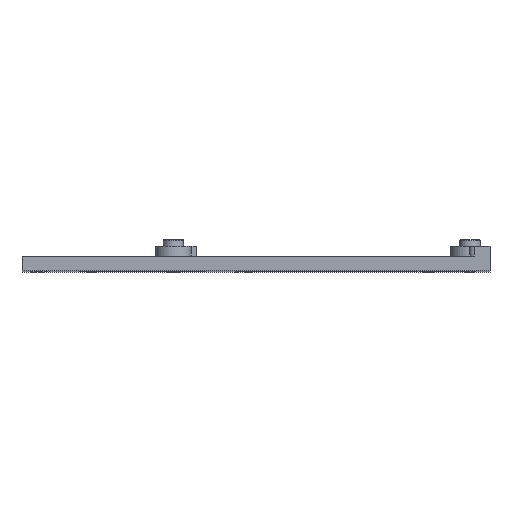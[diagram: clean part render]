
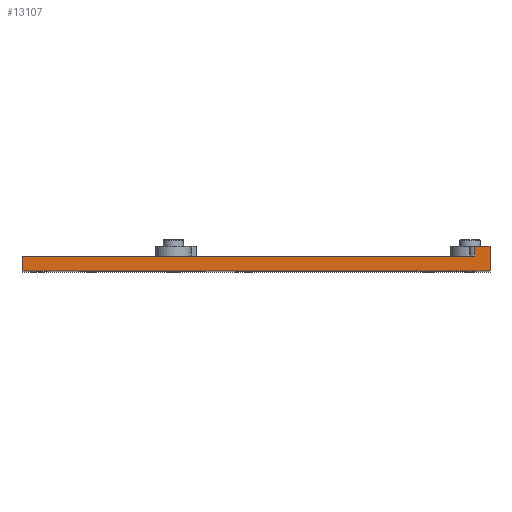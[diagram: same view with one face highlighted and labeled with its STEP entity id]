
A CAD part, top view. The second image highlights one B-rep face of the part: STEP entity #13107.
In plain terms, the highlighted planar face has unit normal (0, 0, 1).
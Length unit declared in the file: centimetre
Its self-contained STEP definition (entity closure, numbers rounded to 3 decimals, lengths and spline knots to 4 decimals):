
#1493=FACE_OUTER_BOUND('',#2292,.T.);
#2292=EDGE_LOOP('',(#12144,#12145,#12146,#12147,#12148,#12149));
#3193=LINE('',#26618,#4186);
#3264=LINE('',#26856,#4257);
#3277=LINE('',#26930,#4270);
#3283=LINE('',#26941,#4276);
#3285=LINE('',#26945,#4278);
#3286=LINE('',#26947,#4279);
#4186=VECTOR('',#15365,1.);
#4257=VECTOR('',#15612,1.);
#4270=VECTOR('',#15665,1.);
#4276=VECTOR('',#15675,1.);
#4278=VECTOR('',#15679,1.);
#4279=VECTOR('',#15682,1.);
#6278=VERTEX_POINT('',#26615);
#6279=VERTEX_POINT('',#26617);
#6326=VERTEX_POINT('',#26855);
#6335=VERTEX_POINT('',#26929);
#6338=VERTEX_POINT('',#26939);
#6339=VERTEX_POINT('',#26943);
#8134=EDGE_CURVE('',#6279,#6278,#3193,.T.);
#8243=EDGE_CURVE('',#6326,#6279,#3264,.T.);
#8268=EDGE_CURVE('',#6335,#6326,#3277,.T.);
#8274=EDGE_CURVE('',#6278,#6338,#3283,.T.);
#8276=EDGE_CURVE('',#6339,#6335,#3285,.T.);
#8277=EDGE_CURVE('',#6338,#6339,#3286,.T.);
#12144=ORIENTED_EDGE('',*,*,#8277,.T.);
#12145=ORIENTED_EDGE('',*,*,#8276,.T.);
#12146=ORIENTED_EDGE('',*,*,#8268,.T.);
#12147=ORIENTED_EDGE('',*,*,#8243,.T.);
#12148=ORIENTED_EDGE('',*,*,#8134,.T.);
#12149=ORIENTED_EDGE('',*,*,#8274,.T.);
#12389=PLANE('',#13652);
#13107=ADVANCED_FACE('',(#1493),#12389,.T.);
#13652=AXIS2_PLACEMENT_3D('',#26946,#15680,#15681);
#15365=DIRECTION('',(0.,-1.,0.));
#15612=DIRECTION('',(-1.,0.,0.));
#15665=DIRECTION('',(0.,-1.,0.));
#15675=DIRECTION('',(1.,0.,0.));
#15679=DIRECTION('',(-1.,0.,0.));
#15680=DIRECTION('center_axis',(0.,0.,
1.));
#15681=DIRECTION('ref_axis',(-1.,0.,0.));
#15682=DIRECTION('',(0.,1.,0.));
#26615=CARTESIAN_POINT('',(-3.6,0.1,6.7));
#26617=CARTESIAN_POINT('',(-3.6,0.4,6.7));
#26618=CARTESIAN_POINT('',(-3.6,-0.1,6.7));
#26855=CARTESIAN_POINT('',(5.5233,0.4,6.7));
#26856=CARTESIAN_POINT('',(-0.9803,0.4,6.7));
#26929=CARTESIAN_POINT('',(5.5233,0.6,6.7));
#26930=CARTESIAN_POINT('',(5.5233,0.05,6.7));
#26939=CARTESIAN_POINT('',(5.8349,0.1,6.7));
#26941=CARTESIAN_POINT('',(1.525,0.1,6.7));
#26943=CARTESIAN_POINT('',(5.8349,0.6,6.7));
#26945=CARTESIAN_POINT('',(6.65,0.6,6.7));
#26946=CARTESIAN_POINT('Origin',(1.4,-0.1,6.7));
#26947=CARTESIAN_POINT('',(5.8349,0.25,6.7));
